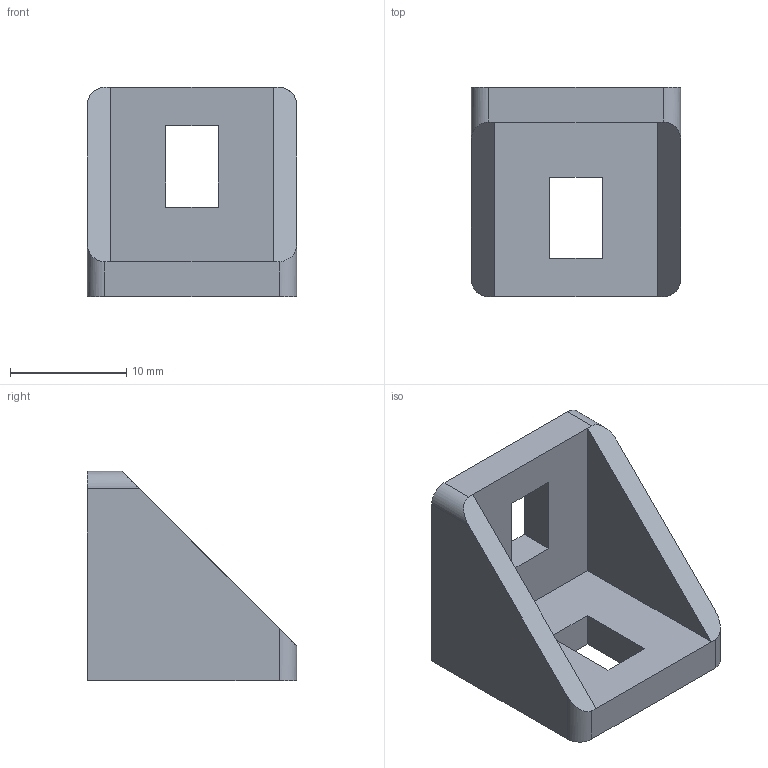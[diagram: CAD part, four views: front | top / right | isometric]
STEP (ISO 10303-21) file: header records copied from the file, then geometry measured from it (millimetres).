
FILE_DESCRIPTION(('STEP AP214'),'1');
FILE_NAME('cctmp_FA03FC6C-C507-42CB-86B9-B7B1D0ED811F_2020_1_10_11_9_7_469..stp','2020-01-10T10:09:07',('Bosch Rexroth AG'),('CADClick - www.CADClick.com'),'Spatial InterOp 3D',' ','unknown authorization - (Healing Option Enabled)');
FILE_SCHEMA(('AUTOMOTIVE_DESIGN'));
Length unit declared in the file: millimetre
Products named in the file (1): 2020_01_10__11-09-07-469
Bounding box: 18 x 18 x 18 mm (x, y, z)
Volume: 2036.6 mm3; surface area: 1909.1 mm2
Topology: 1 solids, 1 shells, 24 faces, 62 edges, 40 vertices
Faces by surface type: plane 20, cylinder 4
Entity records: 974 total; most frequent: CARTESIAN_POINT 167, ORIENTED_EDGE 124, DIRECTION 112, EDGE_CURVE 62, LINE 54, VECTOR 54, VERTEX_POINT 40, AXIS2_PLACEMENT_3D 29
